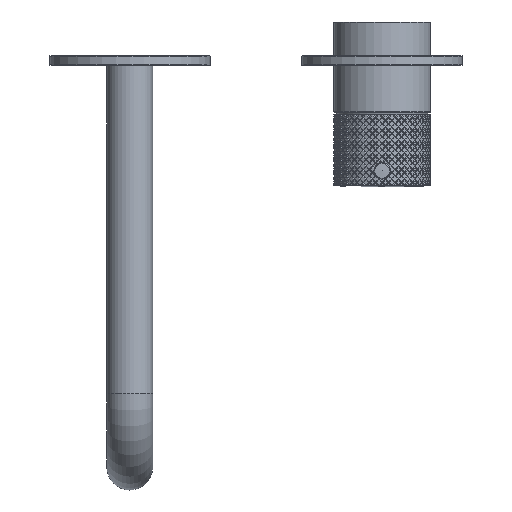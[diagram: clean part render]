
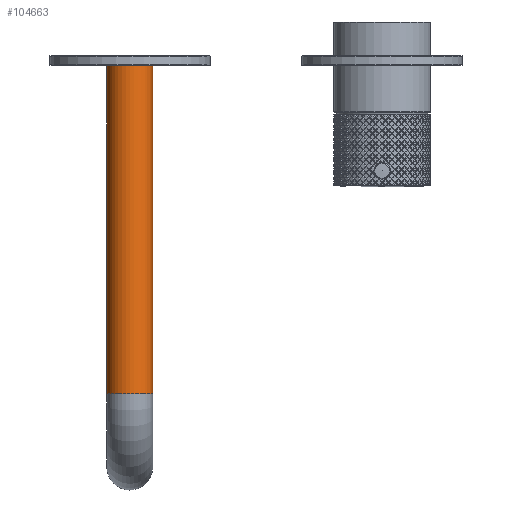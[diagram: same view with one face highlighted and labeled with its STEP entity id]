
A CAD part, front view. The second image highlights one B-rep face of the part: STEP entity #104663.
In plain terms, the highlighted cylindrical face has radius 10 mm (diameter 20 mm), a full revolution.
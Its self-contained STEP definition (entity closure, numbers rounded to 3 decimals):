
#14740=B_SPLINE_CURVE_WITH_KNOTS('',3,(#274677,#274678,#274679,#274680,
#274681,#274682,#274683,#274684,#274685,#274686,#274687),.UNSPECIFIED.,
 .T.,.F.,(1,1,1,1,1,1,1,1,1,1,1,1,1,1,1),(-0.004,-0.003,
-0.001,0.,0.001,0.003,
0.004,0.005,0.006,0.008,
0.009,0.01,0.011,0.013,
0.014),.UNSPECIFIED.);
#36593=ORIENTED_EDGE('',*,*,#47838,.F.);
#36594=ORIENTED_EDGE('',*,*,#47837,.F.);
#36595=ORIENTED_EDGE('',*,*,#47839,.T.);
#47837=EDGE_CURVE('',#54118,#54118,#54422,.T.);
#47838=EDGE_CURVE('',#54119,#54119,#14740,.T.);
#47839=EDGE_CURVE('',#54120,#54120,#54423,.T.);
#54118=VERTEX_POINT('',#274675);
#54119=VERTEX_POINT('',#274688);
#54120=VERTEX_POINT('',#274690);
#54422=CIRCLE('',#106098,10.);
#54423=CIRCLE('',#106100,10.);
#59394=EDGE_LOOP('',(#36593));
#59395=EDGE_LOOP('',(#36594));
#59396=EDGE_LOOP('',(#36595));
#64454=FACE_BOUND('',#59394,.T.);
#64455=FACE_BOUND('',#59395,.T.);
#64456=FACE_BOUND('',#59396,.T.);
#65644=CYLINDRICAL_SURFACE('',#106099,10.);
#104663=ADVANCED_FACE('',(#64454,#64455,#64456),#65644,.T.);
#106098=AXIS2_PLACEMENT_3D('',#274674,#109071,#109072);
#106099=AXIS2_PLACEMENT_3D('',#274676,#109073,#109074);
#106100=AXIS2_PLACEMENT_3D('',#274689,#109075,#109076);
#109071=DIRECTION('',(1.,0.,0.));
#109072=DIRECTION('',(0.,0.,-1.));
#109073=DIRECTION('',(1.,0.,0.));
#109074=DIRECTION('',(0.,0.,-1.));
#109075=DIRECTION('',(1.,0.,0.));
#109076=DIRECTION('',(0.,0.,-1.));
#274674=CARTESIAN_POINT('',(144.,0.,0.));
#274675=CARTESIAN_POINT('',(144.,0.,-10.));
#274676=CARTESIAN_POINT('',(0.,0.,0.));
#274677=CARTESIAN_POINT('',(18.269,-9.934,-1.272));
#274678=CARTESIAN_POINT('',(18.797,-10.033,0.));
#274679=CARTESIAN_POINT('',(18.27,-9.934,1.27));
#274680=CARTESIAN_POINT('',(17.002,-9.834,1.796));
#274681=CARTESIAN_POINT('',(15.73,-9.934,1.271));
#274682=CARTESIAN_POINT('',(15.204,-10.033,0.));
#274683=CARTESIAN_POINT('',(15.728,-9.935,-1.269));
#274684=CARTESIAN_POINT('',(16.999,-9.834,-1.796));
#274685=CARTESIAN_POINT('',(18.269,-9.934,-1.272));
#274686=CARTESIAN_POINT('',(18.797,-10.033,0.));
#274687=CARTESIAN_POINT('',(18.27,-9.934,1.27));
#274688=CARTESIAN_POINT('',(18.621,-10.,0.));
#274689=CARTESIAN_POINT('',(0.,0.,0.));
#274690=CARTESIAN_POINT('',(0.,0.,-10.));
